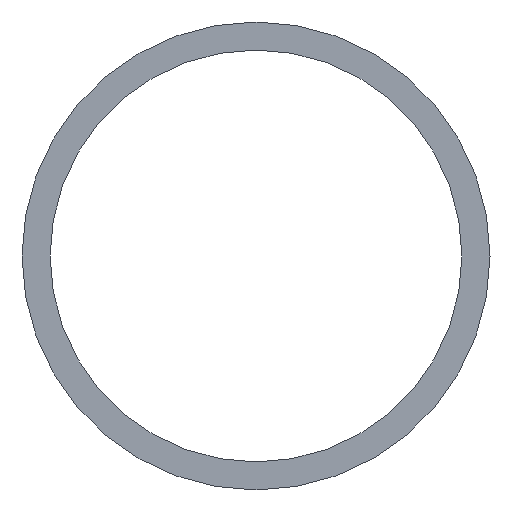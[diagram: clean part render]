
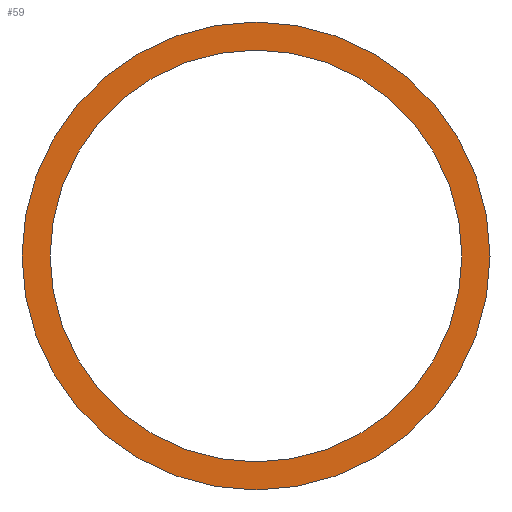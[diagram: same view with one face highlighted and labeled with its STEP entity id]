
A CAD part, left-side view. The second image highlights one B-rep face of the part: STEP entity #59.
In plain terms, the highlighted planar face has unit normal (-1, 0, 0).
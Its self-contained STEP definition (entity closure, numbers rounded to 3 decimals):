
#55 = VERTEX_POINT( '', #125 );
#59 = ADVANCED_FACE( '', ( #129, #130 ), #131, .F. );
#61 = VERTEX_POINT( '', #133 );
#65 = EDGE_CURVE( '', #85, #55, #138, .T. );
#79 = VERTEX_POINT( '', #155 );
#81 = EDGE_CURVE( '', #61, #79, #157, .T. );
#85 = VERTEX_POINT( '', #163 );
#99 = EDGE_CURVE( '', #79, #61, #177, .T. );
#103 = EDGE_CURVE( '', #55, #85, #181, .T. );
#125 = CARTESIAN_POINT( '', ( 0., 0., 33. ) );
#129 = FACE_OUTER_BOUND( '', #199, .T. );
#130 = FACE_BOUND( '', #200, .T. );
#131 = PLANE( '', #201 );
#133 = CARTESIAN_POINT( '', ( 0., 0., -37.5 ) );
#138 = CIRCLE( '', #209, 33. );
#155 = CARTESIAN_POINT( '', ( 0., 0., 37.5 ) );
#157 = CIRCLE( '', #232, 37.5 );
#163 = CARTESIAN_POINT( '', ( 0., 0., -33. ) );
#177 = CIRCLE( '', #259, 37.5 );
#181 = CIRCLE( '', #264, 33. );
#199 = EDGE_LOOP( '', ( #268, #269 ) );
#200 = EDGE_LOOP( '', ( #270, #271 ) );
#201 = AXIS2_PLACEMENT_3D( '', #272, #273, #274 );
#209 = AXIS2_PLACEMENT_3D( '', #283, #284, #285 );
#232 = AXIS2_PLACEMENT_3D( '', #314, #315, #316 );
#259 = AXIS2_PLACEMENT_3D( '', #337, #338, #339 );
#264 = AXIS2_PLACEMENT_3D( '', #340, #341, #342 );
#268 = ORIENTED_EDGE( '', *, *, #81, .F. );
#269 = ORIENTED_EDGE( '', *, *, #99, .F. );
#270 = ORIENTED_EDGE( '', *, *, #65, .T. );
#271 = ORIENTED_EDGE( '', *, *, #103, .T. );
#272 = CARTESIAN_POINT( '', ( 0., 0., 0. ) );
#273 = DIRECTION( '', ( 1., 0., 0. ) );
#274 = DIRECTION( '', ( 0., 0., -1. ) );
#283 = CARTESIAN_POINT( '', ( 0., 0., 0. ) );
#284 = DIRECTION( '', ( 1., 0., 0. ) );
#285 = DIRECTION( '', ( 0., 0., -1. ) );
#314 = CARTESIAN_POINT( '', ( 0., 0., 0. ) );
#315 = DIRECTION( '', ( 1., 0., 0. ) );
#316 = DIRECTION( '', ( 0., 0., -1. ) );
#337 = CARTESIAN_POINT( '', ( 0., 0., 0. ) );
#338 = DIRECTION( '', ( 1., 0., 0. ) );
#339 = DIRECTION( '', ( 0., 0., -1. ) );
#340 = CARTESIAN_POINT( '', ( 0., 0., 0. ) );
#341 = DIRECTION( '', ( 1., 0., 0. ) );
#342 = DIRECTION( '', ( 0., 0., -1. ) );
